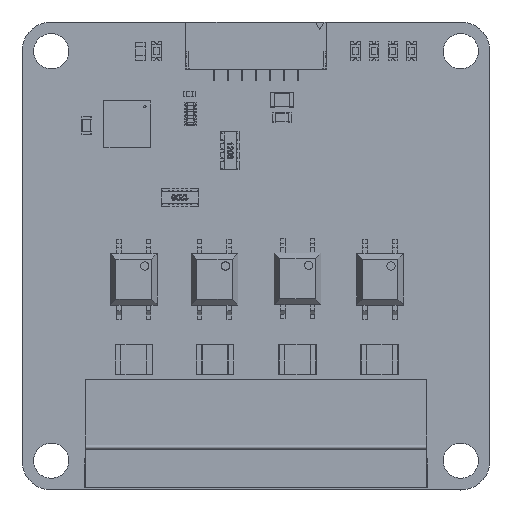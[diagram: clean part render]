
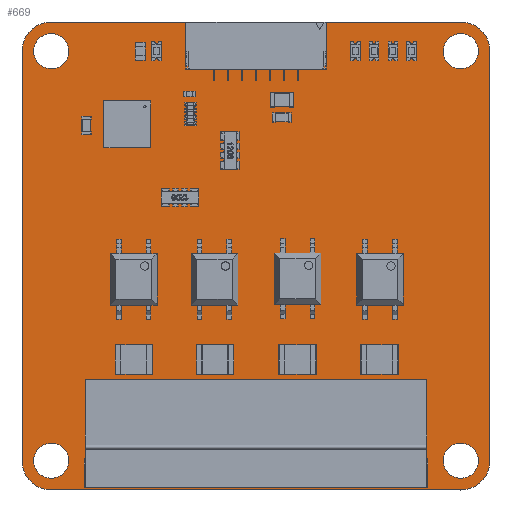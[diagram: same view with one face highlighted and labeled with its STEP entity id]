
A CAD part, top view. The second image highlights one B-rep face of the part: STEP entity #669.
In plain terms, the highlighted planar face has unit normal (0, 0, 1).
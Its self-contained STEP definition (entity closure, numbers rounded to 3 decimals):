
#22 = VERTEX_POINT('',#23);
#23 = CARTESIAN_POINT('',(-17.501,19.999,0.));
#41 = VERTEX_POINT('',#42);
#42 = CARTESIAN_POINT('',(-20.001,17.499,0.));
#48 = EDGE_CURVE('',#22,#41,#49,.T.);
#49 = CIRCLE('',#50,2.502);
#50 = AXIS2_PLACEMENT_3D('',#51,#52,#53);
#51 = CARTESIAN_POINT('',(-17.499,17.498,0.));
#52 = DIRECTION('',(0.,0.,1.));
#53 = DIRECTION('',(-0.001,1.,0.));
#64 = VERTEX_POINT('',#65);
#65 = CARTESIAN_POINT('',(17.499,20.001,0.));
#80 = EDGE_CURVE('',#64,#22,#81,.T.);
#81 = LINE('',#82,#83);
#82 = CARTESIAN_POINT('',(17.499,20.001,0.));
#83 = VECTOR('',#84,1.);
#84 = DIRECTION('',(-1.,0.,0.));
#104 = VERTEX_POINT('',#105);
#105 = CARTESIAN_POINT('',(-20.001,-17.5,0.));
#111 = EDGE_CURVE('',#41,#104,#112,.T.);
#112 = LINE('',#113,#114);
#113 = CARTESIAN_POINT('',(-20.001,17.499,0.));
#114 = VECTOR('',#115,1.);
#115 = DIRECTION('',(0.,-1.,0.));
#126 = VERTEX_POINT('',#127);
#127 = CARTESIAN_POINT('',(20.001,17.499,0.));
#143 = EDGE_CURVE('',#126,#64,#144,.T.);
#144 = CIRCLE('',#145,2.504);
#145 = AXIS2_PLACEMENT_3D('',#146,#147,#148);
#146 = CARTESIAN_POINT('',(17.497,17.497,0.));
#147 = DIRECTION('',(0.,-0.,1.));
#148 = DIRECTION('',(1.,0.001,0.));
#169 = VERTEX_POINT('',#170);
#170 = CARTESIAN_POINT('',(-17.501,-19.999,0.));
#176 = EDGE_CURVE('',#104,#169,#177,.T.);
#177 = CIRCLE('',#178,2.499);
#178 = AXIS2_PLACEMENT_3D('',#179,#180,#181);
#179 = CARTESIAN_POINT('',(-17.501,-17.5,0.));
#180 = DIRECTION('',(0.,0.,1.));
#181 = DIRECTION('',(-1.,0.,0.));
#192 = VERTEX_POINT('',#193);
#193 = CARTESIAN_POINT('',(20.001,-17.5,0.));
#208 = EDGE_CURVE('',#192,#126,#209,.T.);
#209 = LINE('',#210,#211);
#210 = CARTESIAN_POINT('',(20.001,-17.5,0.));
#211 = VECTOR('',#212,1.);
#212 = DIRECTION('',(0.,1.,0.));
#232 = VERTEX_POINT('',#233);
#233 = CARTESIAN_POINT('',(17.499,-20.001,0.));
#239 = EDGE_CURVE('',#169,#232,#240,.T.);
#240 = LINE('',#241,#242);
#241 = CARTESIAN_POINT('',(-17.501,-19.999,0.));
#242 = VECTOR('',#243,1.);
#243 = DIRECTION('',(1.,0.,0.));
#262 = EDGE_CURVE('',#232,#192,#263,.T.);
#263 = CIRCLE('',#264,2.502);
#264 = AXIS2_PLACEMENT_3D('',#265,#266,#267);
#265 = CARTESIAN_POINT('',(17.499,-17.499,0.));
#266 = DIRECTION('',(0.,0.,1.));
#267 = DIRECTION('',(0.,-1.,0.));
#278 = VERTEX_POINT('',#279);
#279 = CARTESIAN_POINT('',(-16.001,17.501,0.));
#295 = EDGE_CURVE('',#278,#278,#296,.T.);
#296 = CIRCLE('',#297,1.5);
#297 = AXIS2_PLACEMENT_3D('',#298,#299,#300);
#298 = CARTESIAN_POINT('',(-17.501,17.501,0.));
#299 = DIRECTION('',(0.,0.,1.));
#300 = DIRECTION('',(1.,0.,0.));
#311 = VERTEX_POINT('',#312);
#312 = CARTESIAN_POINT('',(-16.001,-17.5,0.));
#328 = EDGE_CURVE('',#311,#311,#329,.T.);
#329 = CIRCLE('',#330,1.5);
#330 = AXIS2_PLACEMENT_3D('',#331,#332,#333);
#331 = CARTESIAN_POINT('',(-17.501,-17.5,0.));
#332 = DIRECTION('',(0.,0.,1.));
#333 = DIRECTION('',(1.,0.,0.));
#344 = VERTEX_POINT('',#345);
#345 = CARTESIAN_POINT('',(19.,-17.5,0.));
#361 = EDGE_CURVE('',#344,#344,#362,.T.);
#362 = CIRCLE('',#363,1.5);
#363 = AXIS2_PLACEMENT_3D('',#364,#365,#366);
#364 = CARTESIAN_POINT('',(17.5,-17.5,0.));
#365 = DIRECTION('',(0.,0.,1.));
#366 = DIRECTION('',(1.,0.,0.));
#377 = VERTEX_POINT('',#378);
#378 = CARTESIAN_POINT('',(5.949,-12.001,0.));
#394 = EDGE_CURVE('',#377,#377,#395,.T.);
#395 = CIRCLE('',#396,0.7);
#396 = AXIS2_PLACEMENT_3D('',#397,#398,#399);
#397 = CARTESIAN_POINT('',(5.25,-12.001,0.));
#398 = DIRECTION('',(0.,0.,1.));
#399 = DIRECTION('',(1.,0.,0.));
#410 = VERTEX_POINT('',#411);
#411 = CARTESIAN_POINT('',(9.449,-12.001,0.));
#427 = EDGE_CURVE('',#410,#410,#428,.T.);
#428 = CIRCLE('',#429,0.7);
#429 = AXIS2_PLACEMENT_3D('',#430,#431,#432);
#430 = CARTESIAN_POINT('',(8.75,-12.001,0.));
#431 = DIRECTION('',(0.,0.,1.));
#432 = DIRECTION('',(1.,0.,0.));
#443 = VERTEX_POINT('',#444);
#444 = CARTESIAN_POINT('',(12.95,-12.001,0.));
#460 = EDGE_CURVE('',#443,#443,#461,.T.);
#461 = CIRCLE('',#462,0.7);
#462 = AXIS2_PLACEMENT_3D('',#463,#464,#465);
#463 = CARTESIAN_POINT('',(12.25,-12.001,0.));
#464 = DIRECTION('',(0.,0.,1.));
#465 = DIRECTION('',(1.,0.,0.));
#476 = VERTEX_POINT('',#477);
#477 = CARTESIAN_POINT('',(-11.551,-12.001,0.));
#493 = EDGE_CURVE('',#476,#476,#494,.T.);
#494 = CIRCLE('',#495,0.7);
#495 = AXIS2_PLACEMENT_3D('',#496,#497,#498);
#496 = CARTESIAN_POINT('',(-12.251,-12.001,0.));
#497 = DIRECTION('',(0.,0.,1.));
#498 = DIRECTION('',(1.,0.,0.));
#509 = VERTEX_POINT('',#510);
#510 = CARTESIAN_POINT('',(-8.051,-12.001,0.));
#526 = EDGE_CURVE('',#509,#509,#527,.T.);
#527 = CIRCLE('',#528,0.7);
#528 = AXIS2_PLACEMENT_3D('',#529,#530,#531);
#529 = CARTESIAN_POINT('',(-8.751,-12.001,0.));
#530 = DIRECTION('',(0.,0.,1.));
#531 = DIRECTION('',(1.,0.,0.));
#542 = VERTEX_POINT('',#543);
#543 = CARTESIAN_POINT('',(-1.051,-12.001,0.));
#559 = EDGE_CURVE('',#542,#542,#560,.T.);
#560 = CIRCLE('',#561,0.7);
#561 = AXIS2_PLACEMENT_3D('',#562,#563,#564);
#562 = CARTESIAN_POINT('',(-1.751,-12.001,0.));
#563 = DIRECTION('',(0.,0.,1.));
#564 = DIRECTION('',(1.,0.,0.));
#575 = VERTEX_POINT('',#576);
#576 = CARTESIAN_POINT('',(-4.551,-12.001,0.));
#592 = EDGE_CURVE('',#575,#575,#593,.T.);
#593 = CIRCLE('',#594,0.7);
#594 = AXIS2_PLACEMENT_3D('',#595,#596,#597);
#595 = CARTESIAN_POINT('',(-5.251,-12.001,0.));
#596 = DIRECTION('',(0.,0.,1.));
#597 = DIRECTION('',(1.,0.,0.));
#608 = VERTEX_POINT('',#609);
#609 = CARTESIAN_POINT('',(2.449,-12.001,0.));
#625 = EDGE_CURVE('',#608,#608,#626,.T.);
#626 = CIRCLE('',#627,0.7);
#627 = AXIS2_PLACEMENT_3D('',#628,#629,#630);
#628 = CARTESIAN_POINT('',(1.749,-12.001,0.));
#629 = DIRECTION('',(0.,0.,1.));
#630 = DIRECTION('',(1.,0.,0.));
#641 = VERTEX_POINT('',#642);
#642 = CARTESIAN_POINT('',(19.,17.501,0.));
#658 = EDGE_CURVE('',#641,#641,#659,.T.);
#659 = CIRCLE('',#660,1.5);
#660 = AXIS2_PLACEMENT_3D('',#661,#662,#663);
#661 = CARTESIAN_POINT('',(17.5,17.501,0.));
#662 = DIRECTION('',(0.,0.,1.));
#663 = DIRECTION('',(1.,0.,0.));
#669 = ADVANCED_FACE('',(#670,#680,#683,#686,#689,#692,#695,#698,#701,
    #704,#707,#710,#713),#716,.F.);
#670 = FACE_BOUND('',#671,.F.);
#671 = EDGE_LOOP('',(#672,#673,#674,#675,#676,#677,#678,#679));
#672 = ORIENTED_EDGE('',*,*,#48,.F.);
#673 = ORIENTED_EDGE('',*,*,#80,.F.);
#674 = ORIENTED_EDGE('',*,*,#143,.F.);
#675 = ORIENTED_EDGE('',*,*,#208,.F.);
#676 = ORIENTED_EDGE('',*,*,#262,.F.);
#677 = ORIENTED_EDGE('',*,*,#239,.F.);
#678 = ORIENTED_EDGE('',*,*,#176,.F.);
#679 = ORIENTED_EDGE('',*,*,#111,.F.);
#680 = FACE_BOUND('',#681,.F.);
#681 = EDGE_LOOP('',(#682));
#682 = ORIENTED_EDGE('',*,*,#295,.T.);
#683 = FACE_BOUND('',#684,.F.);
#684 = EDGE_LOOP('',(#685));
#685 = ORIENTED_EDGE('',*,*,#328,.T.);
#686 = FACE_BOUND('',#687,.F.);
#687 = EDGE_LOOP('',(#688));
#688 = ORIENTED_EDGE('',*,*,#361,.T.);
#689 = FACE_BOUND('',#690,.F.);
#690 = EDGE_LOOP('',(#691));
#691 = ORIENTED_EDGE('',*,*,#394,.T.);
#692 = FACE_BOUND('',#693,.F.);
#693 = EDGE_LOOP('',(#694));
#694 = ORIENTED_EDGE('',*,*,#427,.T.);
#695 = FACE_BOUND('',#696,.F.);
#696 = EDGE_LOOP('',(#697));
#697 = ORIENTED_EDGE('',*,*,#460,.T.);
#698 = FACE_BOUND('',#699,.F.);
#699 = EDGE_LOOP('',(#700));
#700 = ORIENTED_EDGE('',*,*,#493,.T.);
#701 = FACE_BOUND('',#702,.F.);
#702 = EDGE_LOOP('',(#703));
#703 = ORIENTED_EDGE('',*,*,#526,.T.);
#704 = FACE_BOUND('',#705,.F.);
#705 = EDGE_LOOP('',(#706));
#706 = ORIENTED_EDGE('',*,*,#559,.T.);
#707 = FACE_BOUND('',#708,.F.);
#708 = EDGE_LOOP('',(#709));
#709 = ORIENTED_EDGE('',*,*,#592,.T.);
#710 = FACE_BOUND('',#711,.F.);
#711 = EDGE_LOOP('',(#712));
#712 = ORIENTED_EDGE('',*,*,#625,.T.);
#713 = FACE_BOUND('',#714,.F.);
#714 = EDGE_LOOP('',(#715));
#715 = ORIENTED_EDGE('',*,*,#658,.T.);
#716 = PLANE('',#717);
#717 = AXIS2_PLACEMENT_3D('',#718,#719,#720);
#718 = CARTESIAN_POINT('',(-17.501,19.999,0.));
#719 = DIRECTION('',(0.,0.,-1.));
#720 = DIRECTION('',(-1.,0.,0.));
